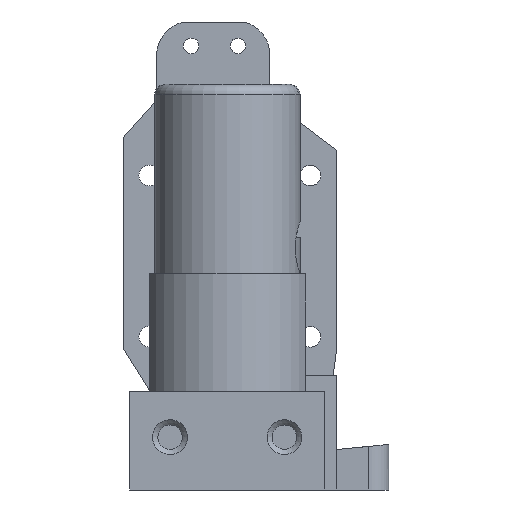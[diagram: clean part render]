
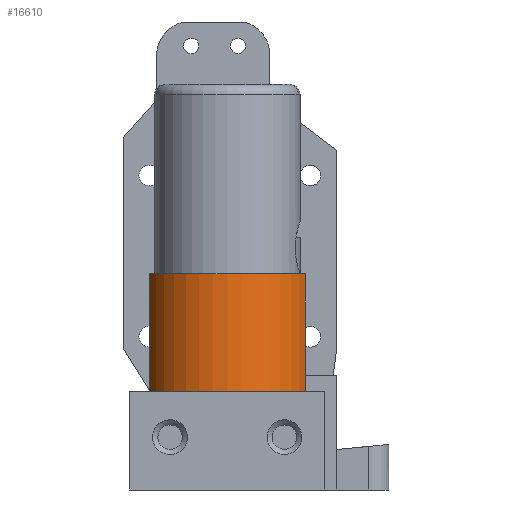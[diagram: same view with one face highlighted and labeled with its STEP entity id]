
A CAD part, front view. The second image highlights one B-rep face of the part: STEP entity #16610.
In plain terms, the highlighted cylindrical face has radius 16.024 mm (diameter 32.048 mm), a partial arc.
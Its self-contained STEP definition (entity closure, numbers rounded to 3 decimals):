
#16096 = CYLINDRICAL_SURFACE('',#16097,12.763);
#16097 = AXIS2_PLACEMENT_3D('',#16098,#16099,#16100);
#16098 = CARTESIAN_POINT('',(25.761,3.976,75.));
#16099 = DIRECTION('',(0.,0.,1.));
#16100 = DIRECTION('',(1.,0.,0.));
#16213 = CYLINDRICAL_SURFACE('',#16214,12.763);
#16214 = AXIS2_PLACEMENT_3D('',#16215,#16216,#16217);
#16215 = CARTESIAN_POINT('',(-25.761,3.977,75.));
#16216 = DIRECTION('',(0.,0.,1.));
#16217 = DIRECTION('',(1.,0.,0.));
#16297 = VERTEX_POINT('',#16298);
#16298 = CARTESIAN_POINT('',(-14.994,-2.876,
    41.55));
#16308 = PLANE('',#16309);
#16309 = AXIS2_PLACEMENT_3D('',#16310,#16311,#16312);
#16310 = CARTESIAN_POINT('',(18.757,17.297,41.55));
#16311 = DIRECTION('',(0.,0.,-1.));
#16312 = DIRECTION('',(0.,1.,0.));
#16360 = VERTEX_POINT('',#16361);
#16361 = CARTESIAN_POINT('',(14.994,-2.876,
    41.55));
#16387 = EDGE_CURVE('',#16297,#16360,#16388,.T.);
#16388 = SURFACE_CURVE('',#16389,(#16394,#16405),.PCURVE_S1.);
#16389 = CIRCLE('',#16390,16.024);
#16390 = AXIS2_PLACEMENT_3D('',#16391,#16392,#16393);
#16391 = CARTESIAN_POINT('',(0.,2.777,41.55));
#16392 = DIRECTION('',(0.,0.,1.));
#16393 = DIRECTION('',(1.,0.,0.));
#16394 = PCURVE('',#16308,#16395);
#16395 = DEFINITIONAL_REPRESENTATION('',(#16396),#16404);
#16396 = ( BOUNDED_CURVE() B_SPLINE_CURVE(2,(#16397,#16398,#16399,#16400
    ,#16401,#16402,#16403),.UNSPECIFIED.,.F.,.F.) 
B_SPLINE_CURVE_WITH_KNOTS((1,2,2,2,2,1),(-2.094,0.,
    2.094,4.189,6.283,8.378),
.UNSPECIFIED.) CURVE() GEOMETRIC_REPRESENTATION_ITEM() 
RATIONAL_B_SPLINE_CURVE((1.,0.5,1.,0.5,1.,0.5,1.)) REPRESENTATION_ITEM(
  '') );
#16397 = CARTESIAN_POINT('',(-14.52,-2.733));
#16398 = CARTESIAN_POINT('',(13.234,-2.733));
#16399 = CARTESIAN_POINT('',(-0.643,-26.769));
#16400 = CARTESIAN_POINT('',(-14.52,-50.805));
#16401 = CARTESIAN_POINT('',(-28.397,-26.769));
#16402 = CARTESIAN_POINT('',(-42.274,-2.733));
#16403 = CARTESIAN_POINT('',(-14.52,-2.733));
#16404 = ( GEOMETRIC_REPRESENTATION_CONTEXT(2) 
PARAMETRIC_REPRESENTATION_CONTEXT() REPRESENTATION_CONTEXT('2D SPACE',''
  ) );
#16405 = PCURVE('',#16406,#16411);
#16406 = CYLINDRICAL_SURFACE('',#16407,16.024);
#16407 = AXIS2_PLACEMENT_3D('',#16408,#16409,#16410);
#16408 = CARTESIAN_POINT('',(0.,2.777,75.));
#16409 = DIRECTION('',(0.,0.,1.));
#16410 = DIRECTION('',(1.,0.,0.));
#16411 = DEFINITIONAL_REPRESENTATION('',(#16412),#16416);
#16412 = LINE('',#16413,#16414);
#16413 = CARTESIAN_POINT('',(0.,-33.45));
#16414 = VECTOR('',#16415,1.);
#16415 = DIRECTION('',(1.,0.));
#16416 = ( GEOMETRIC_REPRESENTATION_CONTEXT(2) 
PARAMETRIC_REPRESENTATION_CONTEXT() REPRESENTATION_CONTEXT('2D SPACE',''
  ) );
#16421 = EDGE_CURVE('',#16422,#16360,#16424,.T.);
#16422 = VERTEX_POINT('',#16423);
#16423 = CARTESIAN_POINT('',(14.994,-2.876,19.));
#16424 = SURFACE_CURVE('',#16425,(#16429,#16435),.PCURVE_S1.);
#16425 = LINE('',#16426,#16427);
#16426 = CARTESIAN_POINT('',(14.994,-2.876,75.));
#16427 = VECTOR('',#16428,1.);
#16428 = DIRECTION('',(0.,0.,1.));
#16429 = PCURVE('',#16096,#16430);
#16430 = DEFINITIONAL_REPRESENTATION('',(#16431),#16434);
#16431 = B_SPLINE_CURVE_WITH_KNOTS('',1,(#16432,#16433),.UNSPECIFIED.,
  .F.,.F.,(2,2),(-56.,0.),
  .PIECEWISE_BEZIER_KNOTS.);
#16432 = CARTESIAN_POINT('',(3.708,-56.));
#16433 = CARTESIAN_POINT('',(3.708,0.));
#16434 = ( GEOMETRIC_REPRESENTATION_CONTEXT(2) 
PARAMETRIC_REPRESENTATION_CONTEXT() REPRESENTATION_CONTEXT('2D SPACE',''
  ) );
#16435 = PCURVE('',#16406,#16436);
#16436 = DEFINITIONAL_REPRESENTATION('',(#16437),#16440);
#16437 = B_SPLINE_CURVE_WITH_KNOTS('',1,(#16438,#16439),.UNSPECIFIED.,
  .F.,.F.,(2,2),(-56.,0.),
  .PIECEWISE_BEZIER_KNOTS.);
#16438 = CARTESIAN_POINT('',(5.923,-56.));
#16439 = CARTESIAN_POINT('',(5.923,0.));
#16440 = ( GEOMETRIC_REPRESENTATION_CONTEXT(2) 
PARAMETRIC_REPRESENTATION_CONTEXT() REPRESENTATION_CONTEXT('2D SPACE',''
  ) );
#16501 = PLANE('',#16502);
#16502 = AXIS2_PLACEMENT_3D('',#16503,#16504,#16505);
#16503 = CARTESIAN_POINT('',(0.315,-8.908,19.));
#16504 = DIRECTION('',(-0.,-0.,-1.));
#16505 = DIRECTION('',(0.,-1.,0.));
#16521 = EDGE_CURVE('',#16522,#16297,#16524,.T.);
#16522 = VERTEX_POINT('',#16523);
#16523 = CARTESIAN_POINT('',(-14.994,-2.876,19.));
#16524 = SURFACE_CURVE('',#16525,(#16529,#16535),.PCURVE_S1.);
#16525 = LINE('',#16526,#16527);
#16526 = CARTESIAN_POINT('',(-14.994,-2.876,75.));
#16527 = VECTOR('',#16528,1.);
#16528 = DIRECTION('',(0.,0.,1.));
#16529 = PCURVE('',#16213,#16530);
#16530 = DEFINITIONAL_REPRESENTATION('',(#16531),#16534);
#16531 = B_SPLINE_CURVE_WITH_KNOTS('',1,(#16532,#16533),.UNSPECIFIED.,
  .F.,.F.,(2,2),(-56.,0.),
  .PIECEWISE_BEZIER_KNOTS.);
#16532 = CARTESIAN_POINT('',(5.716,-56.));
#16533 = CARTESIAN_POINT('',(5.716,0.));
#16534 = ( GEOMETRIC_REPRESENTATION_CONTEXT(2) 
PARAMETRIC_REPRESENTATION_CONTEXT() REPRESENTATION_CONTEXT('2D SPACE',''
  ) );
#16535 = PCURVE('',#16406,#16536);
#16536 = DEFINITIONAL_REPRESENTATION('',(#16537),#16540);
#16537 = B_SPLINE_CURVE_WITH_KNOTS('',1,(#16538,#16539),.UNSPECIFIED.,
  .F.,.F.,(2,2),(-56.,0.),
  .PIECEWISE_BEZIER_KNOTS.);
#16538 = CARTESIAN_POINT('',(3.502,-56.));
#16539 = CARTESIAN_POINT('',(3.502,0.));
#16540 = ( GEOMETRIC_REPRESENTATION_CONTEXT(2) 
PARAMETRIC_REPRESENTATION_CONTEXT() REPRESENTATION_CONTEXT('2D SPACE',''
  ) );
#16610 = ADVANCED_FACE('',(#16611),#16406,.T.);
#16611 = FACE_BOUND('',#16612,.T.);
#16612 = EDGE_LOOP('',(#16613,#16614,#16615,#16641));
#16613 = ORIENTED_EDGE('',*,*,#16387,.F.);
#16614 = ORIENTED_EDGE('',*,*,#16521,.F.);
#16615 = ORIENTED_EDGE('',*,*,#16616,.T.);
#16616 = EDGE_CURVE('',#16522,#16422,#16617,.T.);
#16617 = SURFACE_CURVE('',#16618,(#16623,#16630),.PCURVE_S1.);
#16618 = CIRCLE('',#16619,16.024);
#16619 = AXIS2_PLACEMENT_3D('',#16620,#16621,#16622);
#16620 = CARTESIAN_POINT('',(0.,2.777,19.));
#16621 = DIRECTION('',(0.,0.,1.));
#16622 = DIRECTION('',(1.,0.,0.));
#16623 = PCURVE('',#16406,#16624);
#16624 = DEFINITIONAL_REPRESENTATION('',(#16625),#16629);
#16625 = LINE('',#16626,#16627);
#16626 = CARTESIAN_POINT('',(0.,-56.));
#16627 = VECTOR('',#16628,1.);
#16628 = DIRECTION('',(1.,0.));
#16629 = ( GEOMETRIC_REPRESENTATION_CONTEXT(2) 
PARAMETRIC_REPRESENTATION_CONTEXT() REPRESENTATION_CONTEXT('2D SPACE',''
  ) );
#16630 = PCURVE('',#16501,#16631);
#16631 = DEFINITIONAL_REPRESENTATION('',(#16632),#16640);
#16632 = ( BOUNDED_CURVE() B_SPLINE_CURVE(2,(#16633,#16634,#16635,#16636
    ,#16637,#16638,#16639),.UNSPECIFIED.,.F.,.F.) 
B_SPLINE_CURVE_WITH_KNOTS((1,2,2,2,2,1),(-2.094,0.,
    2.094,4.189,6.283,8.378),
.UNSPECIFIED.) CURVE() GEOMETRIC_REPRESENTATION_ITEM() 
RATIONAL_B_SPLINE_CURVE((1.,0.5,1.,0.5,1.,0.5,1.)) REPRESENTATION_ITEM(
  '') );
#16633 = CARTESIAN_POINT('',(-11.684,-15.709));
#16634 = CARTESIAN_POINT('',(-39.439,-15.709));
#16635 = CARTESIAN_POINT('',(-25.561,8.327));
#16636 = CARTESIAN_POINT('',(-11.684,32.363));
#16637 = CARTESIAN_POINT('',(2.193,8.327));
#16638 = CARTESIAN_POINT('',(16.07,-15.709));
#16639 = CARTESIAN_POINT('',(-11.684,-15.709));
#16640 = ( GEOMETRIC_REPRESENTATION_CONTEXT(2) 
PARAMETRIC_REPRESENTATION_CONTEXT() REPRESENTATION_CONTEXT('2D SPACE',''
  ) );
#16641 = ORIENTED_EDGE('',*,*,#16421,.T.);
